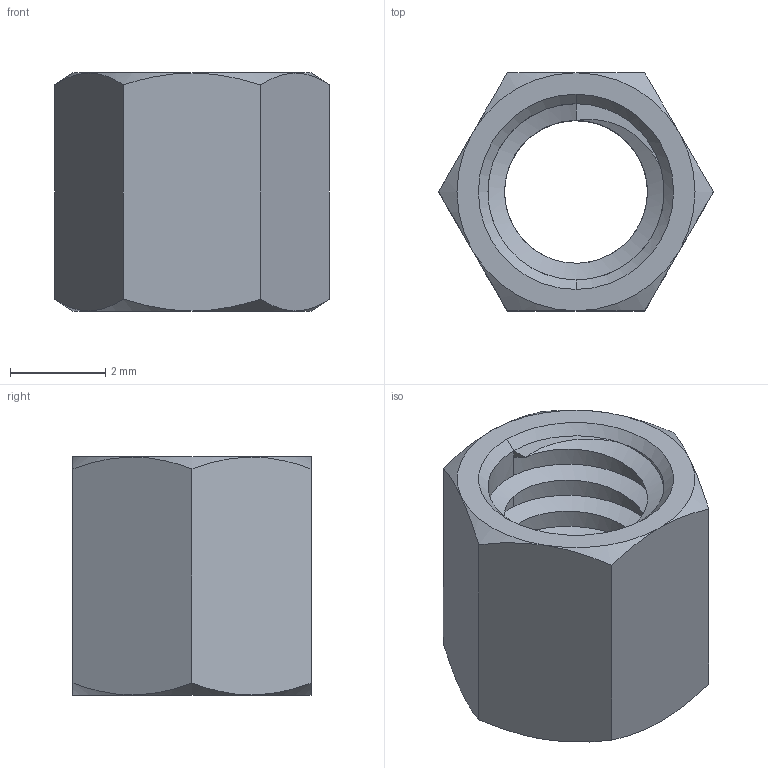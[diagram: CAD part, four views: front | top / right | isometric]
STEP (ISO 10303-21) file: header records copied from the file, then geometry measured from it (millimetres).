
FILE_DESCRIPTION(('FreeCAD Model'),'2;1');
FILE_NAME('Open CASCADE Shape Model','2021-01-01T18:00:57',( 'kicad StepUp'),('ksu MCAD'),'Open CASCADE STEP processor 7.4', 'FreeCAD','Unknown');
FILE_SCHEMA(('AUTOMOTIVE_DESIGN { 1 0 10303 214 1 1 1 1 }'));
Length unit declared in the file: millimetre
Products named in the file (1): 24430
Bounding box: 5.77 x 5 x 5 mm (x, y, z)
Volume: 57.3 mm3; surface area: 187.5 mm2
Topology: 1 solids, 1 shells, 43 faces, 101 edges, 60 vertices
Faces by surface type: cone 16, cylinder 14, plane 11, bspline 2
Entity records: 1854 total; most frequent: CARTESIAN_POINT 968, ORIENTED_EDGE 202, DIRECTION 156, EDGE_CURVE 101, AXIS2_PLACEMENT_3D 65, VERTEX_POINT 60, FACE_BOUND 45, EDGE_LOOP 45
